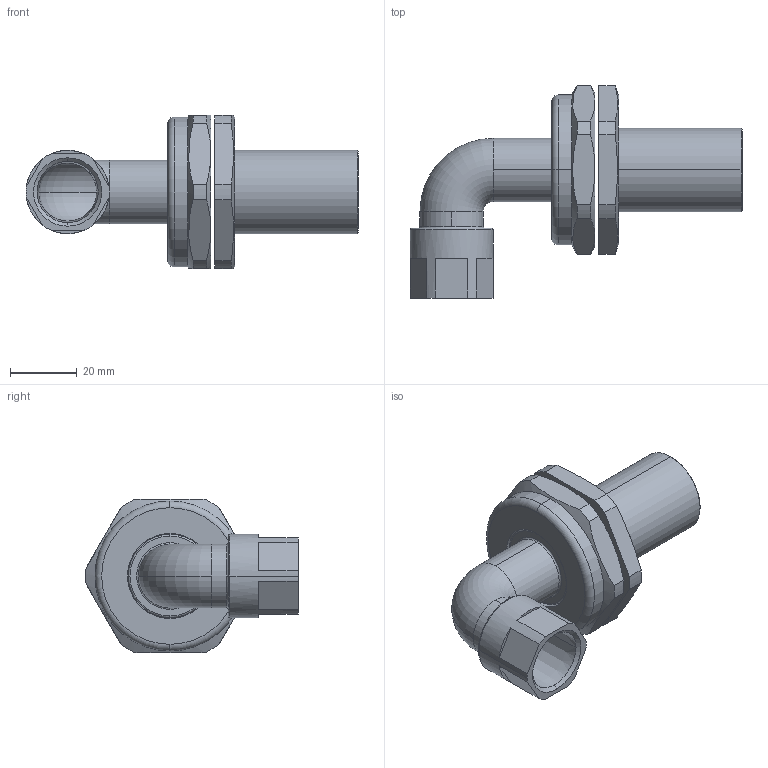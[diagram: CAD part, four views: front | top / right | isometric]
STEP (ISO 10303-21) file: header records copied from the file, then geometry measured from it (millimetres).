
FILE_DESCRIPTION (( 'STEP AP203' ), '1' );
FILE_NAME ('PX789REXDT1FT1F.STEP', '2017-10-04T11:59:08', ( '' ), ( '' ), 'SwSTEP 2.0', 'SolidWorks 2017', '' );
FILE_SCHEMA (( 'CONFIG_CONTROL_DESIGN' ));
Length unit declared in the file: millimetre
Products named in the file (1): PX789REXDT1FT1F
Bounding box: 99.63 x 63.79 x 46 mm (x, y, z)
Surface area: 16102.8 mm2 (no closed solid volume)
Topology: 0 solids, 3 shells, 92 faces, 234 edges, 150 vertices
Faces by surface type: plane 32, cylinder 28, cone 20, torus 12
Entity records: 3023 total; most frequent: CARTESIAN_POINT 669, DIRECTION 514, ORIENTED_EDGE 456, EDGE_CURVE 234, AXIS2_PLACEMENT_3D 215, VERTEX_POINT 150, CIRCLE 122, EDGE_LOOP 100
